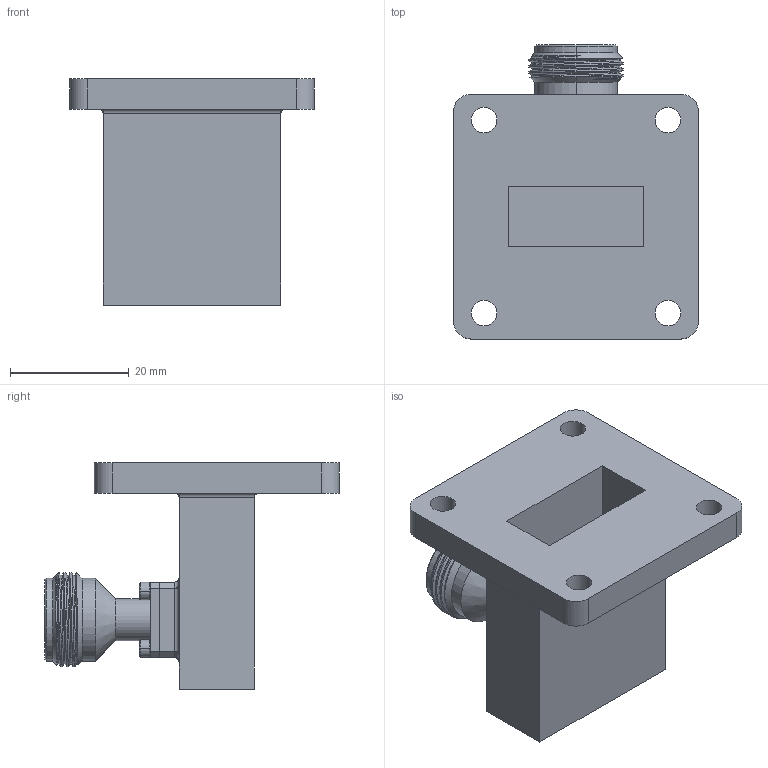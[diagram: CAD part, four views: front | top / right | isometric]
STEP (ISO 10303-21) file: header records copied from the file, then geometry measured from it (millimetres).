
FILE_DESCRIPTION (( 'STEP AP214' ), '1' );
FILE_NAME ('90AC206NA.STEP', '2017-07-06T22:40:04', ( '' ), ( '' ), 'SwSTEP 2.0', 'SolidWorks 2014', '' );
FILE_SCHEMA (( 'AUTOMOTIVE_DESIGN' ));
Length unit declared in the file: inch
Products named in the file (1): 90AC206NA
Bounding box: 41.27 x 49.6 x 38.1 mm (x, y, z)
Volume: 14602.2 mm3; surface area: 11705.3 mm2
Topology: 6 solids, 6 shells, 712 faces, 1854 edges, 1188 vertices
Faces by surface type: plane 298, cylinder 202, bspline 125, cone 75, torus 12
Entity records: 36441 total; most frequent: CARTESIAN_POINT 16055, ORIENTED_EDGE 3668, DIRECTION 2670, EDGE_CURVE 1834, VERTEX_POINT 1188, VECTOR 1026, LINE 1026, AXIS2_PLACEMENT_3D 822
